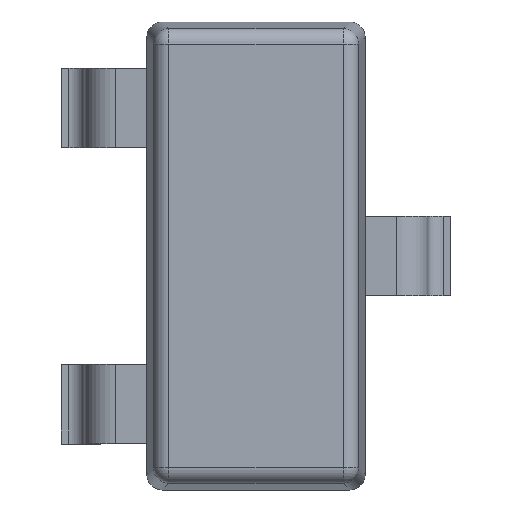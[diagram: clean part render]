
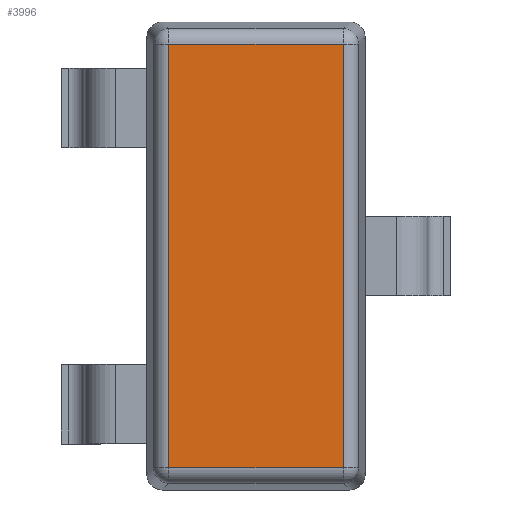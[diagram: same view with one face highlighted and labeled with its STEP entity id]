
A CAD part, top view. The second image highlights one B-rep face of the part: STEP entity #3996.
In plain terms, the highlighted planar face has unit normal (0, 0, 1).
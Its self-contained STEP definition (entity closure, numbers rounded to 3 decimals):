
#3205 = CYLINDRICAL_SURFACE('',#3206,0.1);
#3206 = AXIS2_PLACEMENT_3D('',#3207,#3208,#3209);
#3207 = CARTESIAN_POINT('',(0.142,0.052,1.));
#3208 = DIRECTION('',(0.,1.,0.));
#3209 = DIRECTION('',(-0.995,0.,0.105));
#3326 = CYLINDRICAL_SURFACE('',#3327,0.1);
#3327 = AXIS2_PLACEMENT_3D('',#3328,#3329,#3330);
#3328 = CARTESIAN_POINT('',(0.052,0.142,1.));
#3329 = DIRECTION('',(1.,0.,0.));
#3330 = DIRECTION('',(0.,-0.995,0.105));
#3447 = CYLINDRICAL_SURFACE('',#3448,0.1);
#3448 = AXIS2_PLACEMENT_3D('',#3449,#3450,#3451);
#3449 = CARTESIAN_POINT('',(0.052,2.858,1.));
#3450 = DIRECTION('',(1.,0.,0.));
#3451 = DIRECTION('',(0.,0.995,0.105));
#3523 = CYLINDRICAL_SURFACE('',#3524,0.1);
#3524 = AXIS2_PLACEMENT_3D('',#3525,#3526,#3527);
#3525 = CARTESIAN_POINT('',(1.258,0.052,1.));
#3526 = DIRECTION('',(0.,1.,0.));
#3527 = DIRECTION('',(0.995,0.,0.105));
#3631 = VERTEX_POINT('',#3632);
#3632 = CARTESIAN_POINT('',(0.142,0.142,1.1));
#3660 = EDGE_CURVE('',#3631,#3661,#3663,.T.);
#3661 = VERTEX_POINT('',#3662);
#3662 = CARTESIAN_POINT('',(0.142,2.858,1.1));
#3663 = SURFACE_CURVE('',#3664,(#3668,#3675),.PCURVE_S1.);
#3664 = LINE('',#3665,#3666);
#3665 = CARTESIAN_POINT('',(0.142,0.052,1.1));
#3666 = VECTOR('',#3667,1.);
#3667 = DIRECTION('',(0.,1.,0.));
#3668 = PCURVE('',#3205,#3669);
#3669 = DEFINITIONAL_REPRESENTATION('',(#3670),#3674);
#3670 = LINE('',#3671,#3672);
#3671 = CARTESIAN_POINT('',(1.466,0.));
#3672 = VECTOR('',#3673,1.);
#3673 = DIRECTION('',(0.,1.));
#3674 = ( GEOMETRIC_REPRESENTATION_CONTEXT(2) 
PARAMETRIC_REPRESENTATION_CONTEXT() REPRESENTATION_CONTEXT('2D SPACE',''
  ) );
#3675 = PCURVE('',#3676,#3681);
#3676 = PLANE('',#3677);
#3677 = AXIS2_PLACEMENT_3D('',#3678,#3679,#3680);
#3678 = CARTESIAN_POINT('',(0.,0.,1.1));
#3679 = DIRECTION('',(0.,0.,1.));
#3680 = DIRECTION('',(1.,0.,0.));
#3681 = DEFINITIONAL_REPRESENTATION('',(#3682),#3686);
#3682 = LINE('',#3683,#3684);
#3683 = CARTESIAN_POINT('',(0.142,0.052));
#3684 = VECTOR('',#3685,1.);
#3685 = DIRECTION('',(0.,1.));
#3686 = ( GEOMETRIC_REPRESENTATION_CONTEXT(2) 
PARAMETRIC_REPRESENTATION_CONTEXT() REPRESENTATION_CONTEXT('2D SPACE',''
  ) );
#3762 = EDGE_CURVE('',#3631,#3763,#3765,.T.);
#3763 = VERTEX_POINT('',#3764);
#3764 = CARTESIAN_POINT('',(1.258,0.142,1.1));
#3765 = SURFACE_CURVE('',#3766,(#3770,#3777),.PCURVE_S1.);
#3766 = LINE('',#3767,#3768);
#3767 = CARTESIAN_POINT('',(0.052,0.142,1.1));
#3768 = VECTOR('',#3769,1.);
#3769 = DIRECTION('',(1.,0.,0.));
#3770 = PCURVE('',#3326,#3771);
#3771 = DEFINITIONAL_REPRESENTATION('',(#3772),#3776);
#3772 = LINE('',#3773,#3774);
#3773 = CARTESIAN_POINT('',(-1.466,0.));
#3774 = VECTOR('',#3775,1.);
#3775 = DIRECTION('',(0.,1.));
#3776 = ( GEOMETRIC_REPRESENTATION_CONTEXT(2) 
PARAMETRIC_REPRESENTATION_CONTEXT() REPRESENTATION_CONTEXT('2D SPACE',''
  ) );
#3777 = PCURVE('',#3676,#3778);
#3778 = DEFINITIONAL_REPRESENTATION('',(#3779),#3783);
#3779 = LINE('',#3780,#3781);
#3780 = CARTESIAN_POINT('',(0.052,0.142));
#3781 = VECTOR('',#3782,1.);
#3782 = DIRECTION('',(1.,0.));
#3783 = ( GEOMETRIC_REPRESENTATION_CONTEXT(2) 
PARAMETRIC_REPRESENTATION_CONTEXT() REPRESENTATION_CONTEXT('2D SPACE',''
  ) );
#3868 = EDGE_CURVE('',#3661,#3869,#3871,.T.);
#3869 = VERTEX_POINT('',#3870);
#3870 = CARTESIAN_POINT('',(1.258,2.858,1.1));
#3871 = SURFACE_CURVE('',#3872,(#3876,#3883),.PCURVE_S1.);
#3872 = LINE('',#3873,#3874);
#3873 = CARTESIAN_POINT('',(0.052,2.858,1.1));
#3874 = VECTOR('',#3875,1.);
#3875 = DIRECTION('',(1.,0.,0.));
#3876 = PCURVE('',#3447,#3877);
#3877 = DEFINITIONAL_REPRESENTATION('',(#3878),#3882);
#3878 = LINE('',#3879,#3880);
#3879 = CARTESIAN_POINT('',(1.466,0.));
#3880 = VECTOR('',#3881,1.);
#3881 = DIRECTION('',(0.,1.));
#3882 = ( GEOMETRIC_REPRESENTATION_CONTEXT(2) 
PARAMETRIC_REPRESENTATION_CONTEXT() REPRESENTATION_CONTEXT('2D SPACE',''
  ) );
#3883 = PCURVE('',#3676,#3884);
#3884 = DEFINITIONAL_REPRESENTATION('',(#3885),#3889);
#3885 = LINE('',#3886,#3887);
#3886 = CARTESIAN_POINT('',(0.052,2.858));
#3887 = VECTOR('',#3888,1.);
#3888 = DIRECTION('',(1.,0.));
#3889 = ( GEOMETRIC_REPRESENTATION_CONTEXT(2) 
PARAMETRIC_REPRESENTATION_CONTEXT() REPRESENTATION_CONTEXT('2D SPACE',''
  ) );
#3944 = EDGE_CURVE('',#3763,#3869,#3945,.T.);
#3945 = SURFACE_CURVE('',#3946,(#3950,#3957),.PCURVE_S1.);
#3946 = LINE('',#3947,#3948);
#3947 = CARTESIAN_POINT('',(1.258,0.052,1.1));
#3948 = VECTOR('',#3949,1.);
#3949 = DIRECTION('',(0.,1.,0.));
#3950 = PCURVE('',#3523,#3951);
#3951 = DEFINITIONAL_REPRESENTATION('',(#3952),#3956);
#3952 = LINE('',#3953,#3954);
#3953 = CARTESIAN_POINT('',(-1.466,0.));
#3954 = VECTOR('',#3955,1.);
#3955 = DIRECTION('',(0.,1.));
#3956 = ( GEOMETRIC_REPRESENTATION_CONTEXT(2) 
PARAMETRIC_REPRESENTATION_CONTEXT() REPRESENTATION_CONTEXT('2D SPACE',''
  ) );
#3957 = PCURVE('',#3676,#3958);
#3958 = DEFINITIONAL_REPRESENTATION('',(#3959),#3963);
#3959 = LINE('',#3960,#3961);
#3960 = CARTESIAN_POINT('',(1.258,0.052));
#3961 = VECTOR('',#3962,1.);
#3962 = DIRECTION('',(0.,1.));
#3963 = ( GEOMETRIC_REPRESENTATION_CONTEXT(2) 
PARAMETRIC_REPRESENTATION_CONTEXT() REPRESENTATION_CONTEXT('2D SPACE',''
  ) );
#3996 = ADVANCED_FACE('',(#3997),#3676,.T.);
#3997 = FACE_BOUND('',#3998,.T.);
#3998 = EDGE_LOOP('',(#3999,#4000,#4001,#4002));
#3999 = ORIENTED_EDGE('',*,*,#3660,.F.);
#4000 = ORIENTED_EDGE('',*,*,#3762,.T.);
#4001 = ORIENTED_EDGE('',*,*,#3944,.T.);
#4002 = ORIENTED_EDGE('',*,*,#3868,.F.);
